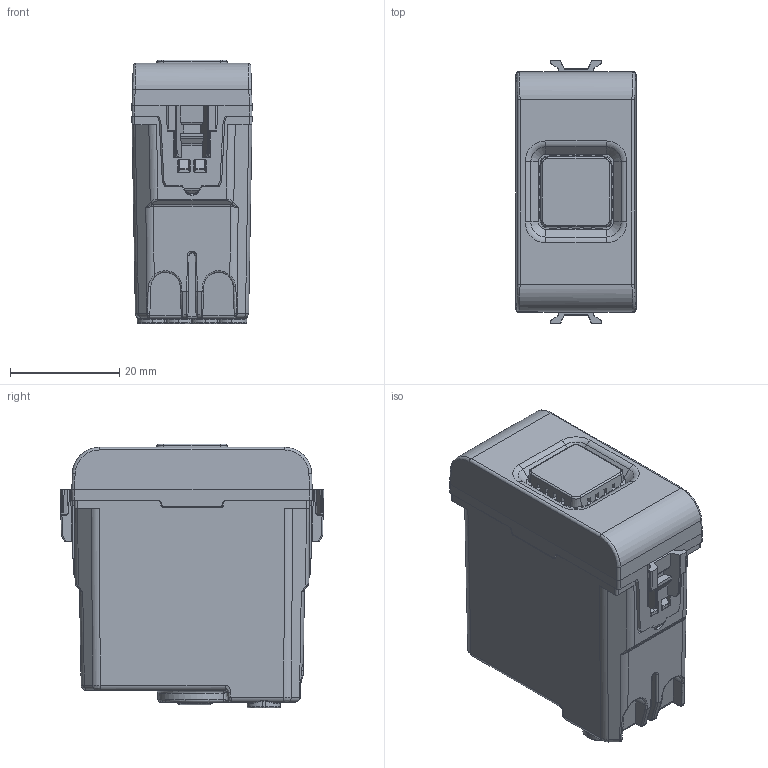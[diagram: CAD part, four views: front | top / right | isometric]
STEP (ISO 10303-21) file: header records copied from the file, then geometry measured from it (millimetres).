
FILE_DESCRIPTION(('CATIA V5 STEP Exchange','CAx-IF Rec.Pracs.--- Model Styling and Organization---1.4--- 2014-01-23'),'2;1');
FILE_NAME('GW10601.stp','2024-02-06T13:40:07+00:00',('none'),('none'),'CATIA Version 5-6 Release 2019 SP6','CATIA V5 STEP AP214 v1','none');
FILE_SCHEMA(('AUTOMOTIVE_DESIGN { 1 0 10303 214 1 1 1 1 }'));
Products named in the file (1): GW10601
Bounding box: 22 x 48.25 x 48.3 mm (x, y, z)
Volume: 35899.4 mm3; surface area: 13491.7 mm2
Topology: 1 solids, 7 shells, 1634 faces, 4545 edges, 2895 vertices
Faces by surface type: plane 939, cylinder 439, bspline 118, torus 62, sphere 52, cone 24
Entity records: 59804 total; most frequent: CARTESIAN_POINT 20230, ORIENTED_EDGE 9042, DIRECTION 5963, EDGE_CURVE 4521, VERTEX_POINT 2895, VECTOR 2867, LINE 2867, AXIS2_PLACEMENT_3D 1788
